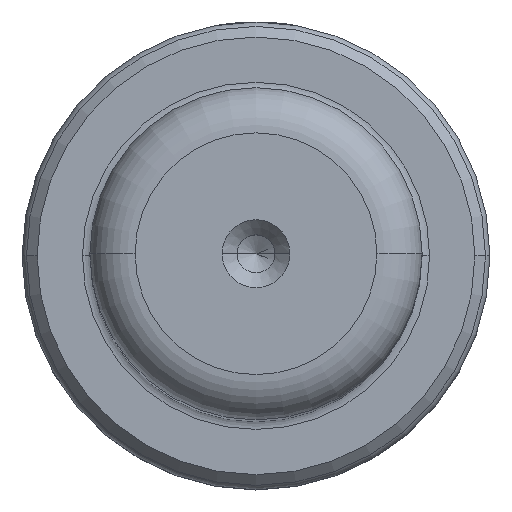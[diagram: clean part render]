
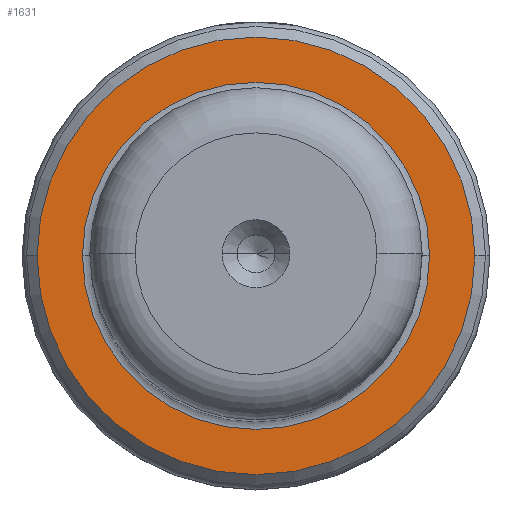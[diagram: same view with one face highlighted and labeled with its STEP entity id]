
A CAD part, top view. The second image highlights one B-rep face of the part: STEP entity #1631.
In plain terms, the highlighted planar face has unit normal (0, 0, 1).
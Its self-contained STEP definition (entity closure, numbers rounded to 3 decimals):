
#116 = DIRECTION ( 'NONE',  ( 0., 0., 1. ) ) ;
#310 = CARTESIAN_POINT ( 'NONE',  ( 14.5, 0., 24. ) ) ;
#338 = EDGE_CURVE ( 'NONE', #1096, #3172, #2847, .T. ) ;
#382 = EDGE_LOOP ( 'NONE', ( #2998, #1503 ) ) ;
#598 = CARTESIAN_POINT ( 'NONE',  ( 0., 0., 24. ) ) ;
#745 = EDGE_LOOP ( 'NONE', ( #3122, #2924 ) ) ;
#753 = AXIS2_PLACEMENT_3D ( 'NONE', #2751, #3031, #2010 ) ;
#772 = EDGE_CURVE ( 'NONE', #2228, #826, #2950, .T. ) ;
#826 = VERTEX_POINT ( 'NONE', #1413 ) ;
#869 = DIRECTION ( 'NONE',  ( 0., 0., -1. ) ) ;
#900 = CARTESIAN_POINT ( 'NONE',  ( 0., 0., 24. ) ) ;
#923 = CARTESIAN_POINT ( 'NONE',  ( 11.5, 0., 24. ) ) ;
#947 = AXIS2_PLACEMENT_3D ( 'NONE', #2234, #2005, #1688 ) ;
#1085 = FACE_OUTER_BOUND ( 'NONE', #382, .T. ) ;
#1096 = VERTEX_POINT ( 'NONE', #923 ) ;
#1132 = DIRECTION ( 'NONE',  ( 1., 0., 0. ) ) ;
#1240 = AXIS2_PLACEMENT_3D ( 'NONE', #2604, #1833, #3116 ) ;
#1413 = CARTESIAN_POINT ( 'NONE',  ( -14.5, 0., 24. ) ) ;
#1503 = ORIENTED_EDGE ( 'NONE', *, *, #772, .T. ) ;
#1631 = ADVANCED_FACE ( 'NONE', ( #2714, #1085 ), #3175, .T. ) ;
#1688 = DIRECTION ( 'NONE',  ( 1., 0., 0. ) ) ;
#1833 = DIRECTION ( 'NONE',  ( 0., 0., -1. ) ) ;
#1932 = DIRECTION ( 'NONE',  ( -1., 0., 0. ) ) ;
#2002 = CIRCLE ( 'NONE', #1240, 11.5 ) ;
#2005 = DIRECTION ( 'NONE',  ( 0., 0., 1. ) ) ;
#2010 = DIRECTION ( 'NONE',  ( 1., 0., 0. ) ) ;
#2204 = AXIS2_PLACEMENT_3D ( 'NONE', #598, #116, #1132 ) ;
#2228 = VERTEX_POINT ( 'NONE', #310 ) ;
#2234 = CARTESIAN_POINT ( 'NONE',  ( 0., 0., 24. ) ) ;
#2461 = AXIS2_PLACEMENT_3D ( 'NONE', #900, #869, #1932 ) ;
#2565 = CARTESIAN_POINT ( 'NONE',  ( -11.5, 0., 24. ) ) ;
#2604 = CARTESIAN_POINT ( 'NONE',  ( 0., 0., 24. ) ) ;
#2714 = FACE_BOUND ( 'NONE', #745, .T. ) ;
#2751 = CARTESIAN_POINT ( 'NONE',  ( 0., 0., 24. ) ) ;
#2847 = CIRCLE ( 'NONE', #2461, 11.5 ) ;
#2924 = ORIENTED_EDGE ( 'NONE', *, *, #338, .T. ) ;
#2950 = CIRCLE ( 'NONE', #947, 14.5 ) ;
#2981 = EDGE_CURVE ( 'NONE', #826, #2228, #3240, .T. ) ;
#2998 = ORIENTED_EDGE ( 'NONE', *, *, #2981, .T. ) ;
#3031 = DIRECTION ( 'NONE',  ( 0., 0., 1. ) ) ;
#3116 = DIRECTION ( 'NONE',  ( -1., 0., 0. ) ) ;
#3122 = ORIENTED_EDGE ( 'NONE', *, *, #3138, .T. ) ;
#3138 = EDGE_CURVE ( 'NONE', #3172, #1096, #2002, .T. ) ;
#3172 = VERTEX_POINT ( 'NONE', #2565 ) ;
#3175 = PLANE ( 'NONE',  #2204 ) ;
#3240 = CIRCLE ( 'NONE', #753, 14.5 ) ;
